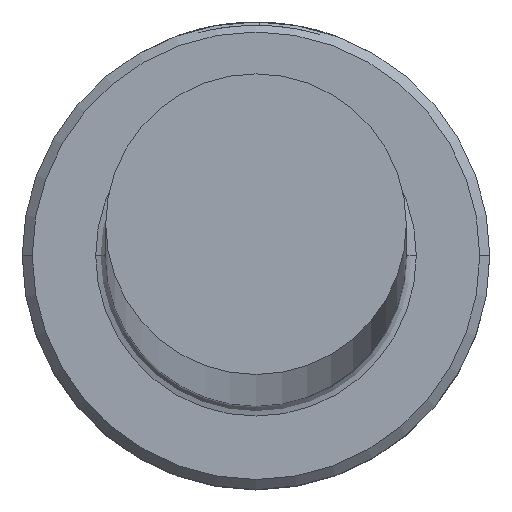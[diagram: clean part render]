
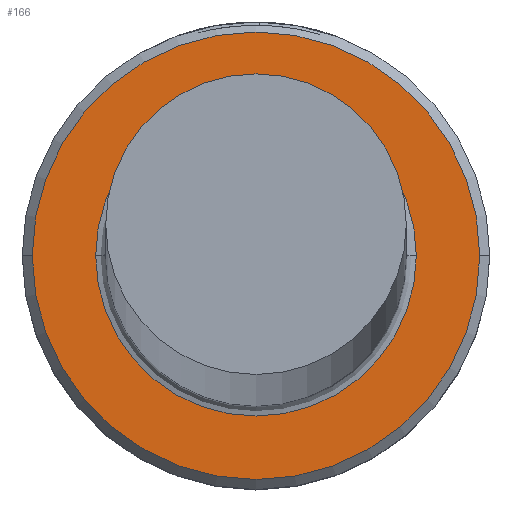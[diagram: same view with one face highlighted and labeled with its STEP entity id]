
A CAD part, top view. The second image highlights one B-rep face of the part: STEP entity #166.
In plain terms, the highlighted planar face has unit normal (0, 0, 1).
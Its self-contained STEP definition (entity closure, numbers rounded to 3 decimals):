
#11 = CARTESIAN_POINT ( 'NONE',  ( 0., 0., 8. ) ) ;
#18 = CIRCLE ( 'NONE', #953, 4.8 ) ;
#20 = DIRECTION ( 'NONE',  ( 0., 0., 1. ) ) ;
#22 = DIRECTION ( 'NONE',  ( 1., 0., 0. ) ) ;
#59 = CIRCLE ( 'NONE', #1018, 4.8 ) ;
#165 = VERTEX_POINT ( 'NONE', #1145 ) ;
#166 = ADVANCED_FACE ( 'NONE', ( #331, #244 ), #882, .T. ) ;
#208 = CARTESIAN_POINT ( 'NONE',  ( 6.7, 0., 8. ) ) ;
#239 = CARTESIAN_POINT ( 'NONE',  ( 0., 0., 8. ) ) ;
#244 = FACE_BOUND ( 'NONE', #545, .T. ) ;
#253 = DIRECTION ( 'NONE',  ( 0., 0., -1. ) ) ;
#330 = DIRECTION ( 'NONE',  ( -1., 0., 0. ) ) ;
#331 = FACE_OUTER_BOUND ( 'NONE', #551, .T. ) ;
#441 = CARTESIAN_POINT ( 'NONE',  ( 4.8, 0., 8. ) ) ;
#454 = VERTEX_POINT ( 'NONE', #208 ) ;
#471 = ORIENTED_EDGE ( 'NONE', *, *, #588, .T. ) ;
#505 = ORIENTED_EDGE ( 'NONE', *, *, #843, .T. ) ;
#514 = DIRECTION ( 'NONE',  ( 1., 0., 0. ) ) ;
#520 = DIRECTION ( 'NONE',  ( 0., 0., 1. ) ) ;
#545 = EDGE_LOOP ( 'NONE', ( #697, #505 ) ) ;
#551 = EDGE_LOOP ( 'NONE', ( #471, #1136 ) ) ;
#588 = EDGE_CURVE ( 'NONE', #165, #454, #765, .T. ) ;
#602 = CARTESIAN_POINT ( 'NONE',  ( 0., 0., 8. ) ) ;
#654 = EDGE_CURVE ( 'NONE', #454, #165, #1155, .T. ) ;
#697 = ORIENTED_EDGE ( 'NONE', *, *, #840, .T. ) ;
#729 = DIRECTION ( 'NONE',  ( 1., 0., 0. ) ) ;
#730 = VERTEX_POINT ( 'NONE', #441 ) ;
#765 = CIRCLE ( 'NONE', #976, 6.7 ) ;
#793 = CARTESIAN_POINT ( 'NONE',  ( -4.8, 0., 8. ) ) ;
#799 = CARTESIAN_POINT ( 'NONE',  ( 0., 0., 8. ) ) ;
#822 = DIRECTION ( 'NONE',  ( 0., 0., 1. ) ) ;
#830 = CARTESIAN_POINT ( 'NONE',  ( 0., 0., 8. ) ) ;
#834 = AXIS2_PLACEMENT_3D ( 'NONE', #11, #20, #22 ) ;
#840 = EDGE_CURVE ( 'NONE', #994, #730, #18, .T. ) ;
#843 = EDGE_CURVE ( 'NONE', #730, #994, #59, .T. ) ;
#879 = DIRECTION ( 'NONE',  ( 0., 0., -1. ) ) ;
#882 = PLANE ( 'NONE',  #834 ) ;
#895 = DIRECTION ( 'NONE',  ( -1., 0., 0. ) ) ;
#953 = AXIS2_PLACEMENT_3D ( 'NONE', #239, #879, #330 ) ;
#976 = AXIS2_PLACEMENT_3D ( 'NONE', #830, #822, #729 ) ;
#994 = VERTEX_POINT ( 'NONE', #793 ) ;
#1018 = AXIS2_PLACEMENT_3D ( 'NONE', #799, #253, #895 ) ;
#1136 = ORIENTED_EDGE ( 'NONE', *, *, #654, .T. ) ;
#1145 = CARTESIAN_POINT ( 'NONE',  ( -6.7, 0., 8. ) ) ;
#1155 = CIRCLE ( 'NONE', #1159, 6.7 ) ;
#1159 = AXIS2_PLACEMENT_3D ( 'NONE', #602, #520, #514 ) ;
